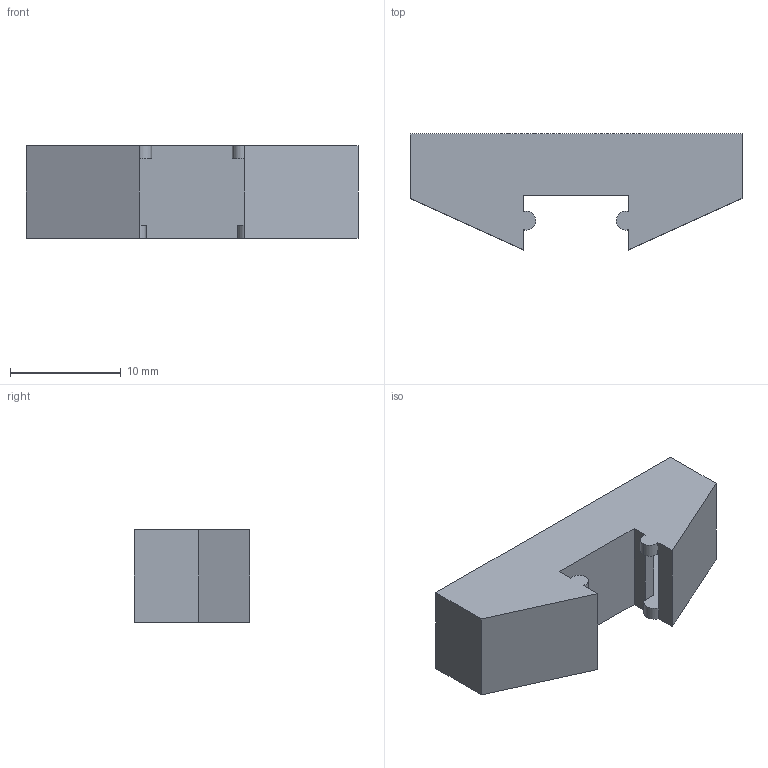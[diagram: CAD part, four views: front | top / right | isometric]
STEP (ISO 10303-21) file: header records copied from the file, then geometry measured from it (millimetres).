
FILE_DESCRIPTION(('HOOPS Exchange Step'),'2;1');
FILE_NAME('temp_export','2021-01-13T23:55:55+00:00',('mobile'),('Shapr3D Limited'),'HOOPS Exchange 2020.2','Shapr3D','Authorized');
FILE_SCHEMA( ('AP203_CONFIGURATION_CONTROLLED_3D_DESIGN_OF_MECHANICAL_PARTS_AND_ASSEMBLIES_MIM_LF') );
Length unit declared in the file: millimetre
Products named in the file (1): 474302F3-825B-49E4-A032-D183549A81DA.tmp
Bounding box: 30 x 10.47 x 8.4 mm (x, y, z)
Volume: 968.3 mm3; surface area: 1558.3 mm2
Topology: 1 solids, 1 shells, 29 faces, 90 edges, 60 vertices
Faces by surface type: plane 23, cylinder 6
Entity records: 1028 total; most frequent: CARTESIAN_POINT 180, ORIENTED_EDGE 180, DIRECTION 162, EDGE_CURVE 90, VECTOR 78, LINE 78, VERTEX_POINT 60, AXIS2_PLACEMENT_3D 42
